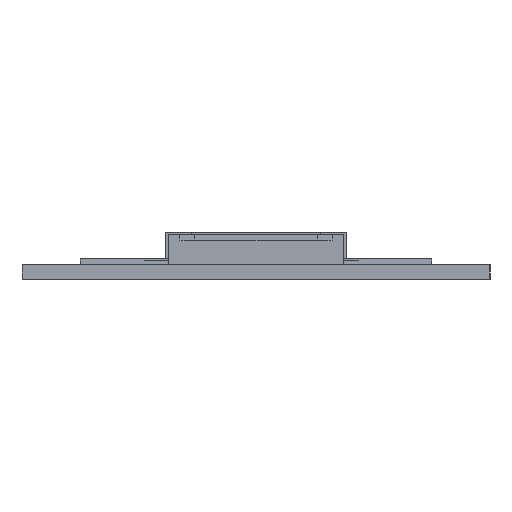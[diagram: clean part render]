
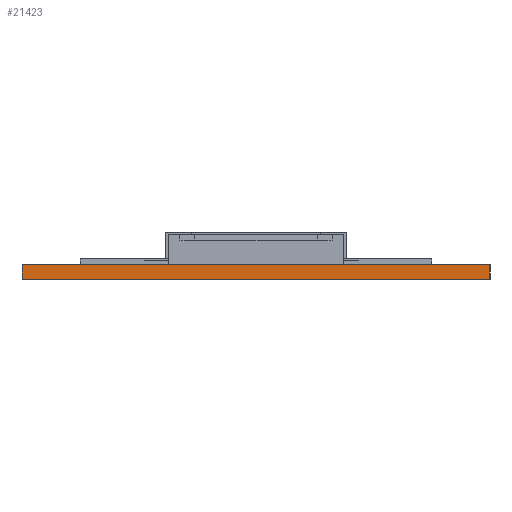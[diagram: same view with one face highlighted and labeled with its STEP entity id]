
A CAD part, left-side view. The second image highlights one B-rep face of the part: STEP entity #21423.
In plain terms, the highlighted planar face has unit normal (-1, 0, 0).
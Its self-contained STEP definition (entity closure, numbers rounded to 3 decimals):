
#864 = DIRECTION ( 'NONE',  ( 0., 0., -1. ) ) ;
#1769 = ORIENTED_EDGE ( 'NONE', *, *, #5901, .F. ) ;
#1806 = ORIENTED_EDGE ( 'NONE', *, *, #3204, .T. ) ;
#2465 = CARTESIAN_POINT ( 'NONE',  ( -2.54, -4., 0. ) ) ;
#2893 = VERTEX_POINT ( 'NONE', #11767 ) ;
#3204 = EDGE_CURVE ( 'NONE', #2893, #15334, #5664, .T. ) ;
#3657 = VERTEX_POINT ( 'NONE', #11010 ) ;
#3729 = DIRECTION ( 'NONE',  ( 0., -1., 0. ) ) ;
#5354 = VECTOR ( 'NONE', #3729, 1000. ) ;
#5664 = LINE ( 'NONE', #2465, #17939 ) ;
#5901 = EDGE_CURVE ( 'NONE', #3657, #15334, #9319, .T. ) ;
#7593 = AXIS2_PLACEMENT_3D ( 'NONE', #9090, #14201, #864 ) ;
#7899 = CARTESIAN_POINT ( 'NONE',  ( -2.54, 4., 0.25 ) ) ;
#8520 = VECTOR ( 'NONE', #10272, 1000. ) ;
#8589 = CARTESIAN_POINT ( 'NONE',  ( -2.54, -4., 0. ) ) ;
#9090 = CARTESIAN_POINT ( 'NONE',  ( -2.54, -4., 0.25 ) ) ;
#9319 = LINE ( 'NONE', #16754, #8520 ) ;
#10272 = DIRECTION ( 'NONE',  ( 0., 0., -1. ) ) ;
#10997 = LINE ( 'NONE', #19166, #5354 ) ;
#11010 = CARTESIAN_POINT ( 'NONE',  ( -2.54, -4., 0.25 ) ) ;
#11300 = DIRECTION ( 'NONE',  ( 0., -1., 0. ) ) ;
#11751 = DIRECTION ( 'NONE',  ( 0., 0., -1. ) ) ;
#11767 = CARTESIAN_POINT ( 'NONE',  ( -2.54, 4., 0. ) ) ;
#12380 = ORIENTED_EDGE ( 'NONE', *, *, #18904, .T. ) ;
#14201 = DIRECTION ( 'NONE',  ( 1., 0., 0. ) ) ;
#14732 = EDGE_CURVE ( 'NONE', #16394, #3657, #10997, .T. ) ;
#15334 = VERTEX_POINT ( 'NONE', #8589 ) ;
#16394 = VERTEX_POINT ( 'NONE', #20984 ) ;
#16754 = CARTESIAN_POINT ( 'NONE',  ( -2.54, -4., 0.25 ) ) ;
#17412 = ORIENTED_EDGE ( 'NONE', *, *, #14732, .F. ) ;
#17939 = VECTOR ( 'NONE', #11300, 1000. ) ;
#18904 = EDGE_CURVE ( 'NONE', #16394, #2893, #21917, .T. ) ;
#19166 = CARTESIAN_POINT ( 'NONE',  ( -2.54, -4., 0.25 ) ) ;
#19276 = PLANE ( 'NONE',  #7593 ) ;
#19545 = VECTOR ( 'NONE', #11751, 1000. ) ;
#20785 = EDGE_LOOP ( 'NONE', ( #1806, #1769, #17412, #12380 ) ) ;
#20984 = CARTESIAN_POINT ( 'NONE',  ( -2.54, 4., 0.25 ) ) ;
#21423 = ADVANCED_FACE ( 'NONE', ( #21570 ), #19276, .F. ) ;
#21570 = FACE_OUTER_BOUND ( 'NONE', #20785, .T. ) ;
#21917 = LINE ( 'NONE', #7899, #19545 ) ;
